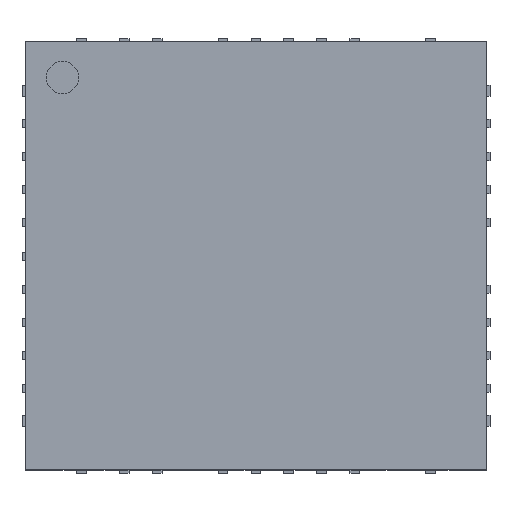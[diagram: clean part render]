
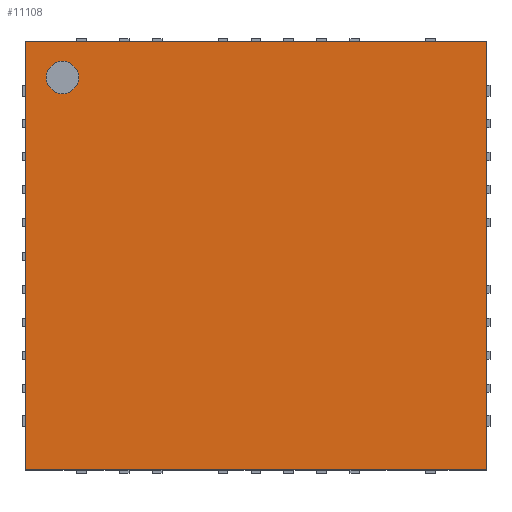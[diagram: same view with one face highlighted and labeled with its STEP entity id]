
A CAD part, top view. The second image highlights one B-rep face of the part: STEP entity #11108.
In plain terms, the highlighted planar face has unit normal (0, 0, 1).
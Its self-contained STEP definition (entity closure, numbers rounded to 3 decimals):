
#1150=LINE('',#15831,#2287);
#1152=LINE('',#15835,#2289);
#1154=LINE('',#15839,#2291);
#1156=LINE('',#15843,#2293);
#2287=VECTOR('',#13522,1000.);
#2289=VECTOR('',#13526,1000.);
#2291=VECTOR('',#13530,1000.);
#2293=VECTOR('',#13534,1000.);
#2706=PLANE('',#11541);
#4996=ORIENTED_EDGE('',*,*,#5002,.T.);
#4997=ORIENTED_EDGE('',*,*,#6147,.T.);
#4998=ORIENTED_EDGE('',*,*,#6145,.T.);
#4999=ORIENTED_EDGE('',*,*,#6143,.T.);
#5000=ORIENTED_EDGE('',*,*,#6141,.T.);
#5002=EDGE_CURVE('',#6149,#6149,#6891,.F.);
#6141=EDGE_CURVE('',#6887,#6886,#1150,.T.);
#6143=EDGE_CURVE('',#6888,#6887,#1152,.T.);
#6145=EDGE_CURVE('',#6889,#6888,#1154,.T.);
#6147=EDGE_CURVE('',#6886,#6889,#1156,.T.);
#6149=VERTEX_POINT('',#13542);
#6886=VERTEX_POINT('',#15830);
#6887=VERTEX_POINT('',#15832);
#6888=VERTEX_POINT('',#15836);
#6889=VERTEX_POINT('',#15840);
#6891=CIRCLE('',#11116,0.246);
#7327=EDGE_LOOP('',(#4996));
#7328=EDGE_LOOP('',(#4997,#4998,#4999,#5000));
#7756=FACE_BOUND('',#7327,.T.);
#7757=FACE_BOUND('',#7328,.T.);
#11108=ADVANCED_FACE('',(#7756,#7757),#2706,.T.);
#11116=AXIS2_PLACEMENT_3D('',#13541,#11548,#11549);
#11541=AXIS2_PLACEMENT_3D('',#15844,#13535,#13536);
#11548=DIRECTION('',(0.,0.,1.));
#11549=DIRECTION('',(1.,0.,0.));
#13522=DIRECTION('',(0.,-1.,0.));
#13526=DIRECTION('',(-1.,0.,0.));
#13530=DIRECTION('',(0.,1.,0.));
#13534=DIRECTION('',(1.,0.,0.));
#13535=DIRECTION('',(0.,0.,1.));
#13536=DIRECTION('',(1.,0.,0.));
#13541=CARTESIAN_POINT('',(-2.936,2.702,1.95));
#13542=CARTESIAN_POINT('',(-2.69,2.702,1.95));
#15830=CARTESIAN_POINT('',(-3.5,-3.25,1.95));
#15831=CARTESIAN_POINT('',(-3.5,3.25,1.95));
#15832=CARTESIAN_POINT('',(-3.5,3.25,1.95));
#15835=CARTESIAN_POINT('',(3.5,3.25,1.95));
#15836=CARTESIAN_POINT('',(3.5,3.25,1.95));
#15839=CARTESIAN_POINT('',(3.5,-3.25,1.95));
#15840=CARTESIAN_POINT('',(3.5,-3.25,1.95));
#15843=CARTESIAN_POINT('',(-3.5,-3.25,1.95));
#15844=CARTESIAN_POINT('',(0.,0.,1.95));
